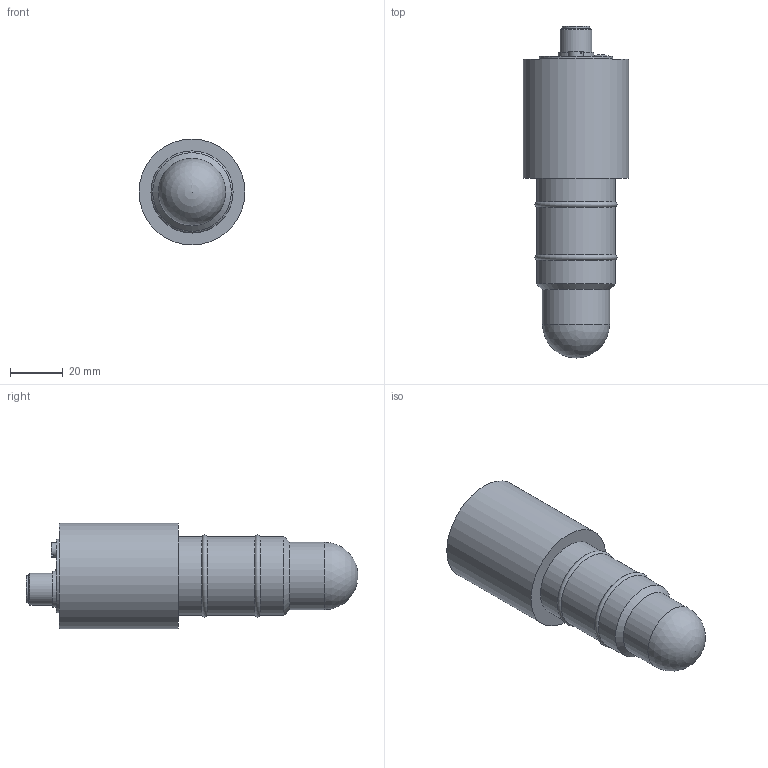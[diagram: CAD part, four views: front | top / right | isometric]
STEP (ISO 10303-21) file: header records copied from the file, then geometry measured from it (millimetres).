
FILE_DESCRIPTION(/* description */ (''),/* implementation_level */ '2;1');
FILE_NAME(/* name */ 'KA0939_Shrinkwrap_2.stp',/* time_stamp */ '2021-08-31T16:19:08+02:00',/* author */ ('Krieger Anja'),/* organization */ (''),/* preprocessor_version */ 'ST-DEVELOPER v18.1',/* originating_system */ 'Autodesk Inventor 2021',/* authorisation */ '');
FILE_SCHEMA (('AUTOMOTIVE_DESIGN { 1 0 10303 214 3 1 1 }'));
Length unit declared in the file: millimetre
Products named in the file (1): KA0939_Shrinkwrap_2
Bounding box: 40 x 125.5 x 40 mm (x, y, z)
Volume: 98266.4 mm3; surface area: 16067.4 mm2
Topology: 3 solids, 3 shells, 56 faces, 118 edges, 78 vertices
Faces by surface type: cylinder 21, plane 20, sphere 6, torus 6, cone 2, bspline 1
Full cylindrical faces by diameter (mm): 1 x5, 5.5 x1, 10.3 x1, 12 x1, 13.5 x1, 25.5 x1, 27 x4, 27.8 x1, 29.75 x3, 40 x1
Entity records: 1697 total; most frequent: DIRECTION 303, CARTESIAN_POINT 272, ORIENTED_EDGE 222, AXIS2_PLACEMENT_3D 136, EDGE_CURVE 111, CIRCLE 80, VERTEX_POINT 78, EDGE_LOOP 77
